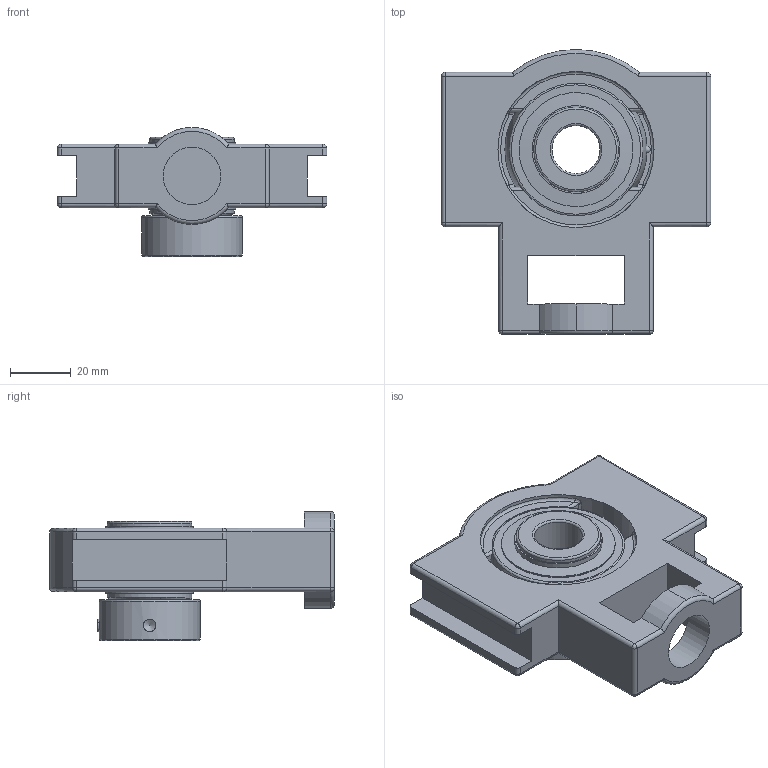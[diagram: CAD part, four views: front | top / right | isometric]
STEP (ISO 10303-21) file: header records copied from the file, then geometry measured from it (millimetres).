
FILE_DESCRIPTION(('HOOPS Exchange Step'),'2;1');
FILE_NAME('export-F765416F-6AF3-4F9C-A146-923C77383221.stp','2020-05-20T08:59:07-07:00',('dkerr'),('Alibre'),'HOOPS Exchange 2020.0','Alibre','Unknown authorisation');
FILE_SCHEMA( ('AP242_MANAGED_MODEL_BASED_3D_ENGINEERING_MIM_LF {1 0 10303 442 1 1 4 }') );
Length unit declared in the file: inch
Products named in the file (8): MRN STM 204 L4L; SNC 201-204 (Ball Bearing); SNC 201-204 (Setscrew); SNC 201-204 (Shield); SNC 202-10 (Collar); SNC 202-10 L4L (0.625inch) (Race); MRN SNC 202-10 L4L (0.625inch); MRN SNCSTM 202-10 L4L (0.625inch)
Assembly tree (8 placements, depth 3):
  MRN SNCSTM 202-10 L4L (0.625inch)
    MRN STM 204 L4L
    MRN SNC 202-10 L4L (0.625inch)
      SNC 201-204 (Ball Bearing)
      SNC 201-204 (Setscrew)
      SNC 201-204 (Shield)  x2
      SNC 202-10 (Collar)
      SNC 202-10 L4L (0.625inch) (Race)
Bounding box: 89 x 94 x 42.6 mm (x, y, z)
Volume: 108677.9 mm3; surface area: 41023 mm2
Topology: 15 solids, 15 shells, 182 faces, 485 edges, 298 vertices
Faces by surface type: cylinder 67, plane 53, sphere 27, torus 18, cone 11, bspline 6
Full cylindrical faces by diameter (mm): 4.134 x3, 15.875 x2, 19 x1, 25.908 x2, 27.94 x4, 28.956 x2, 33.3 x1, 37.214 x2, 37.618 x2, 51.553 x1, 54.25 x1
Entity records: 7596 total; most frequent: CARTESIAN_POINT 3059, DIRECTION 989, ORIENTED_EDGE 856, EDGE_CURVE 428, AXIS2_PLACEMENT_3D 408, VERTEX_POINT 284, CIRCLE 211, EDGE_LOOP 194
